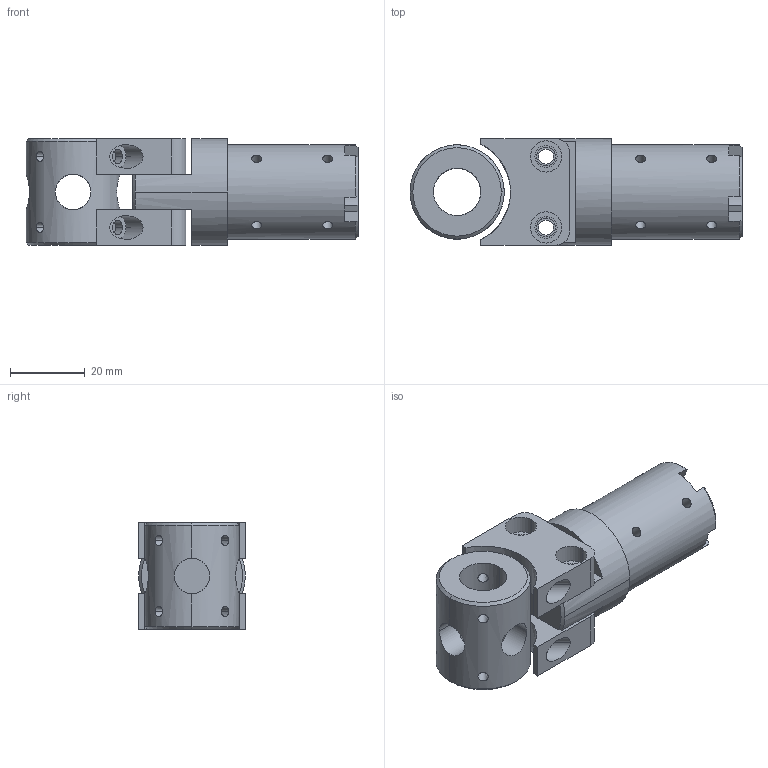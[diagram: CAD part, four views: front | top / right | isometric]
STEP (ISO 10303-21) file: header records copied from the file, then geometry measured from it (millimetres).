
FILE_DESCRIPTION(/* description */ ('Alibre Inc.'),/* implementation_level */ '2;1');
FILE_NAME(/* name */ 'export0',/* time_stamp */ '2015-05-18T12:40:42-07:00',/* author */ (''),/* organization */ (''),/* preprocessor_version */ 'ST-DEVELOPER v14',/* originating_system */ 'Alibre',/* authorisation */ '');
FILE_SCHEMA (('CONFIG_CONTROL_DESIGN'));
Length unit declared in the file: inch
Products named in the file (6): ID_1; ID_2; ID_3; ID_4; ID_5
Bounding box: 89.09 x 28.57 x 28.7 mm (x, y, z)
Volume: 35968.6 mm3; surface area: 21619.3 mm2
Topology: 5 solids, 5 shells, 149 faces, 415 edges, 273 vertices
Faces by surface type: cylinder 74, plane 47, bspline 18, cone 10
Full cylindrical faces by diameter (mm): 2.692 x8, 3.785 x8, 4.039 x2, 5.944 x2, 12.7 x1, 25.273 x1
Entity records: 12542 total; most frequent: CARTESIAN_POINT 8655, ORIENTED_EDGE 790, DIRECTION 446, EDGE_CURVE 395, VERTEX_POINT 271, EDGE_LOOP 252, FACE_BOUND 252, AXIS2_PLACEMENT_3D 212
